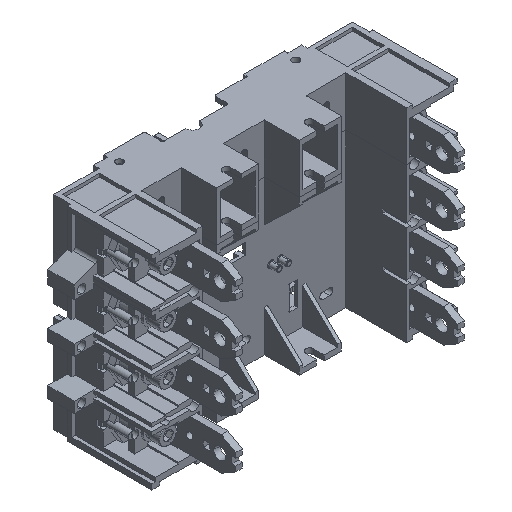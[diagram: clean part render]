
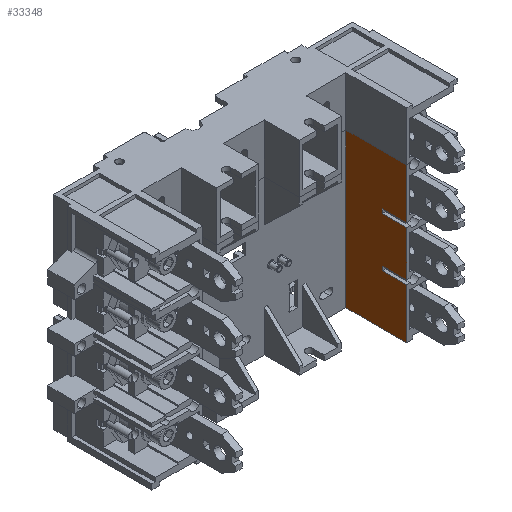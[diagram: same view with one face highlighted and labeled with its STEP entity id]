
A CAD part, isometric view. The second image highlights one B-rep face of the part: STEP entity #33348.
In plain terms, the highlighted planar face has unit normal (-1, 0, 0).
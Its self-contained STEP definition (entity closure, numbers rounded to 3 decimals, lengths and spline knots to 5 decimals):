
#4342=DIRECTION('',(0.,0.,-1.));
#4343=VECTOR('',#4342,0.0037);
#4344=CARTESIAN_POINT('',(0.1192,0.0222,0.04023));
#4345=LINE('',#4344,#4343);
#4350=DIRECTION('',(0.,1.,0.));
#4351=VECTOR('',#4350,0.0222);
#4352=CARTESIAN_POINT('',(0.1192,0.,0.04023));
#4353=LINE('',#4352,#4351);
#4368=DIRECTION('',(0.,0.,-1.));
#4369=VECTOR('',#4368,0.04565);
#4370=CARTESIAN_POINT('',(0.1192,0.,0.08588));
#4371=LINE('',#4370,#4369);
#6292=DIRECTION('',(0.,0.,-1.));
#6293=VECTOR('',#6292,0.0037);
#6294=CARTESIAN_POINT('',(0.1192,0.0222,-0.00475));
#6295=LINE('',#6294,#6293);
#6304=DIRECTION('',(0.,1.,0.));
#6305=VECTOR('',#6304,0.0222);
#6306=CARTESIAN_POINT('',(0.1192,0.,-0.00475));
#6307=LINE('',#6306,#6305);
#6313=DIRECTION('',(0.,0.,-1.));
#6314=VECTOR('',#6313,0.04128);
#6315=CARTESIAN_POINT('',(0.1192,0.,0.03653));
#6316=LINE('',#6315,#6314);
#7231=DIRECTION('',(0.,0.,-1.));
#7232=VECTOR('',#7231,0.04567);
#7233=CARTESIAN_POINT('',(0.1192,0.,-0.00845));
#7234=LINE('',#7233,#7232);
#8168=DIRECTION('',(0.,-1.,0.));
#8169=VECTOR('',#8168,0.0552);
#8170=CARTESIAN_POINT('',(0.1192,0.0552,-0.05412));
#8171=LINE('',#8170,#8169);
#8172=DIRECTION('',(0.,0.,-1.));
#8173=VECTOR('',#8172,0.14);
#8174=CARTESIAN_POINT('',(0.1192,0.0552,0.08588));
#8175=LINE('',#8174,#8173);
#8176=DIRECTION('',(0.,1.,0.));
#8177=VECTOR('',#8176,0.0552);
#8178=CARTESIAN_POINT('',(0.1192,0.,0.08588));
#8179=LINE('',#8178,#8177);
#8180=DIRECTION('',(0.,-1.,0.));
#8181=VECTOR('',#8180,0.0222);
#8182=CARTESIAN_POINT('',(0.1192,0.0222,0.03653));
#8183=LINE('',#8182,#8181);
#8188=DIRECTION('',(0.,-1.,0.));
#8189=VECTOR('',#8188,0.0222);
#8190=CARTESIAN_POINT('',(0.1192,0.0222,-0.00845));
#8191=LINE('',#8190,#8189);
#14442=CARTESIAN_POINT('',(0.1192,0.,0.08588));
#14443=VERTEX_POINT('',#14442);
#14444=CARTESIAN_POINT('',(0.1192,0.0552,0.08588));
#14445=VERTEX_POINT('',#14444);
#15168=CARTESIAN_POINT('',(0.1192,0.0552,-0.05412));
#15169=VERTEX_POINT('',#15168);
#15170=CARTESIAN_POINT('',(0.1192,0.,-0.05412));
#15171=VERTEX_POINT('',#15170);
#16007=CARTESIAN_POINT('',(0.1192,0.0222,0.03653));
#16008=CARTESIAN_POINT('',(0.1192,0.,0.03653));
#16009=VERTEX_POINT('',#16007);
#16010=VERTEX_POINT('',#16008);
#16011=CARTESIAN_POINT('',(0.1192,0.,-0.00475));
#16012=VERTEX_POINT('',#16011);
#16013=CARTESIAN_POINT('',(0.1192,0.0222,-0.00475));
#16014=VERTEX_POINT('',#16013);
#16015=CARTESIAN_POINT('',(0.1192,0.0222,-0.00845));
#16016=VERTEX_POINT('',#16015);
#16017=CARTESIAN_POINT('',(0.1192,0.,-0.00845));
#16018=VERTEX_POINT('',#16017);
#16019=CARTESIAN_POINT('',(0.1192,0.,0.04023));
#16020=VERTEX_POINT('',#16019);
#16021=CARTESIAN_POINT('',(0.1192,0.0222,0.04023));
#16022=VERTEX_POINT('',#16021);
#33327=CARTESIAN_POINT('',(0.1192,0.,-0.05412));
#33328=DIRECTION('',(1.,0.,0.));
#33329=DIRECTION('',(0.,0.,1.));
#33330=AXIS2_PLACEMENT_3D('',#33327,#33328,#33329);
#33331=PLANE('',#33330);
#33332=ORIENTED_EDGE('',*,*,#26062,.T.);
#33334=ORIENTED_EDGE('',*,*,#33333,.T.);
#33335=ORIENTED_EDGE('',*,*,#29730,.T.);
#33336=ORIENTED_EDGE('',*,*,#29689,.T.);
#33337=ORIENTED_EDGE('',*,*,#29668,.T.);
#33339=ORIENTED_EDGE('',*,*,#33338,.T.);
#33340=ORIENTED_EDGE('',*,*,#31525,.T.);
#33341=ORIENTED_EDGE('',*,*,#19930,.F.);
#33342=ORIENTED_EDGE('',*,*,#20890,.F.);
#33343=ORIENTED_EDGE('',*,*,#21679,.F.);
#33344=ORIENTED_EDGE('',*,*,#26130,.T.);
#33345=ORIENTED_EDGE('',*,*,#26083,.T.);
#33346=EDGE_LOOP('',(#33332,#33334,#33335,#33336,#33337,#33339,#33340,#33341,
#33342,#33343,#33344,#33345));
#33347=FACE_OUTER_BOUND('',#33346,.F.);
#33348=ADVANCED_FACE('',(#33347),#33331,.F.);
#19930=EDGE_CURVE('',#15169,#15171,#8171,.T.);
#20890=EDGE_CURVE('',#14445,#15169,#8175,.T.);
#21679=EDGE_CURVE('',#14443,#14445,#8179,.T.);
#26062=EDGE_CURVE('',#16022,#16009,#4345,.T.);
#26083=EDGE_CURVE('',#16020,#16022,#4353,.T.);
#26130=EDGE_CURVE('',#14443,#16020,#4371,.T.);
#29668=EDGE_CURVE('',#16014,#16016,#6295,.T.);
#29689=EDGE_CURVE('',#16012,#16014,#6307,.T.);
#29730=EDGE_CURVE('',#16010,#16012,#6316,.T.);
#31525=EDGE_CURVE('',#16018,#15171,#7234,.T.);
#33333=EDGE_CURVE('',#16009,#16010,#8183,.T.);
#33338=EDGE_CURVE('',#16016,#16018,#8191,.T.);
